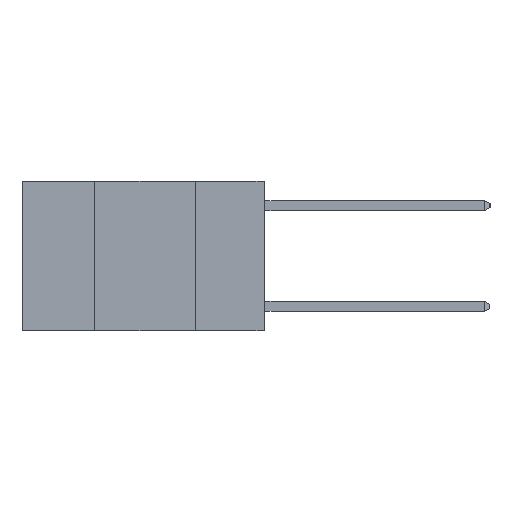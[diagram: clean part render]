
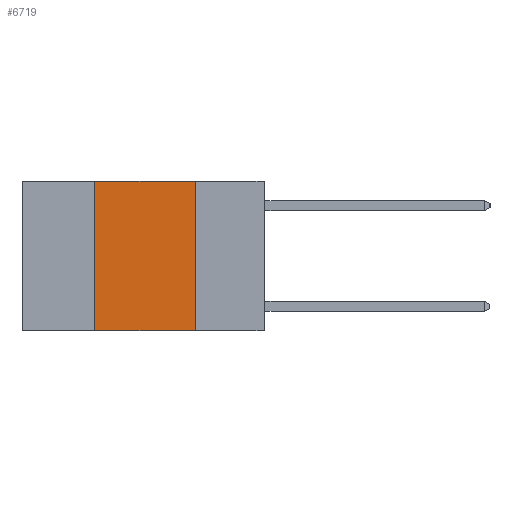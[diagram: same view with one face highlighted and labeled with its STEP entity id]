
A CAD part, left-side view. The second image highlights one B-rep face of the part: STEP entity #6719.
In plain terms, the highlighted planar face has unit normal (-1, 0, 0).
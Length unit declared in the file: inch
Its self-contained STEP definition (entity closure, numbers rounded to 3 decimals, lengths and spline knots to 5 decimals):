
#932 = VECTOR ( 'NONE', #8702, 39.37008 ) ;
#1097 = LINE ( 'NONE', #8835, #932 ) ;
#1209 = VECTOR ( 'NONE', #8898, 39.37008 ) ;
#1221 = LINE ( 'NONE', #9077, #1209 ) ;
#1587 = EDGE_CURVE ( 'NONE', #7845, #5932, #2167, .T. ) ;
#1601 = EDGE_CURVE ( 'NONE', #5350, #2459, #1221, .T. ) ;
#1625 = CARTESIAN_POINT ( 'NONE',  ( 0., 0.42, -0.37 ) ) ;
#1626 = EDGE_CURVE ( 'NONE', #5350, #5932, #1097, .T. ) ;
#1751 = VECTOR ( 'NONE', #6970, 39.37008 ) ;
#1786 = VECTOR ( 'NONE', #8975, 39.37008 ) ;
#2167 = LINE ( 'NONE', #9069, #1786 ) ;
#2258 = CARTESIAN_POINT ( 'NONE',  ( 0., 0.17, -0.37 ) ) ;
#2459 = VERTEX_POINT ( 'NONE', #7028 ) ;
#2804 = EDGE_LOOP ( 'NONE', ( #6591, #7148, #7428, #7778 ) ) ;
#3302 = DIRECTION ( 'NONE',  ( 0., 0., -1. ) ) ;
#3316 = DIRECTION ( 'NONE',  ( 1., 0., 0. ) ) ;
#3455 = CARTESIAN_POINT ( 'NONE',  ( 0., 0.6, 0. ) ) ;
#3543 = PLANE ( 'NONE',  #5653 ) ;
#4006 = FACE_OUTER_BOUND ( 'NONE', #2804, .T. ) ;
#5350 = VERTEX_POINT ( 'NONE', #1625 ) ;
#5653 = AXIS2_PLACEMENT_3D ( 'NONE', #3455, #3316, #3302 ) ;
#5932 = VERTEX_POINT ( 'NONE', #2258 ) ;
#6591 = ORIENTED_EDGE ( 'NONE', *, *, #1587, .F. ) ;
#6719 = ADVANCED_FACE ( 'NONE', ( #4006 ), #3543, .F. ) ;
#6970 = DIRECTION ( 'NONE',  ( 0., -1., 0. ) ) ;
#7028 = CARTESIAN_POINT ( 'NONE',  ( 0., 0.42, 0. ) ) ;
#7148 = ORIENTED_EDGE ( 'NONE', *, *, #9174, .F. ) ;
#7428 = ORIENTED_EDGE ( 'NONE', *, *, #1601, .F. ) ;
#7778 = ORIENTED_EDGE ( 'NONE', *, *, #1626, .T. ) ;
#7845 = VERTEX_POINT ( 'NONE', #9348 ) ;
#7865 = CARTESIAN_POINT ( 'NONE',  ( 0., 0.6, 0. ) ) ;
#8702 = DIRECTION ( 'NONE',  ( 0., -1., 0. ) ) ;
#8835 = CARTESIAN_POINT ( 'NONE',  ( 0., 0.6, -0.37 ) ) ;
#8898 = DIRECTION ( 'NONE',  ( 0., 0., 1. ) ) ;
#8975 = DIRECTION ( 'NONE',  ( 0., 0., -1. ) ) ;
#9069 = CARTESIAN_POINT ( 'NONE',  ( 0., 0.17, 0. ) ) ;
#9077 = CARTESIAN_POINT ( 'NONE',  ( 0., 0.42, 0. ) ) ;
#9174 = EDGE_CURVE ( 'NONE', #2459, #7845, #9403, .T. ) ;
#9348 = CARTESIAN_POINT ( 'NONE',  ( 0., 0.17, 0. ) ) ;
#9403 = LINE ( 'NONE', #7865, #1751 ) ;
